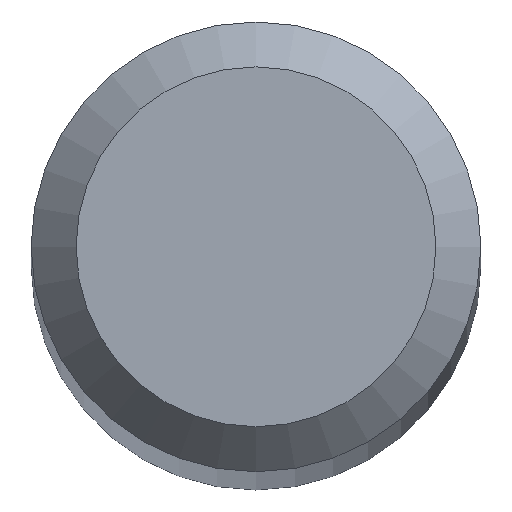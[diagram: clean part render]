
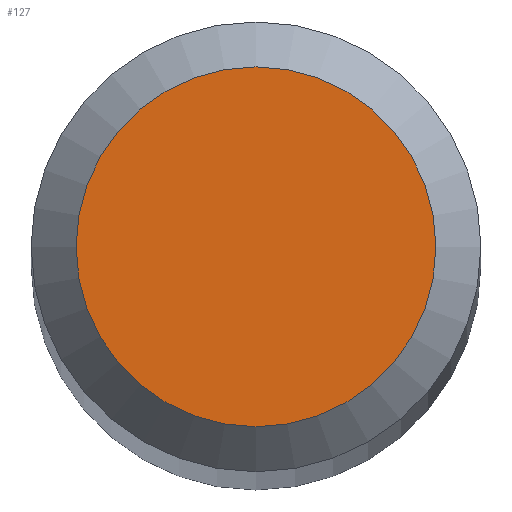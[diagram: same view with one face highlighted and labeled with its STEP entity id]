
A CAD part, top view. The second image highlights one B-rep face of the part: STEP entity #127.
In plain terms, the highlighted planar face has unit normal (0, 0, 1).
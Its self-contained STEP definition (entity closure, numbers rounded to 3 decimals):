
#7 = PLANE ( 'NONE',  #58 ) ;
#22 = CARTESIAN_POINT ( 'NONE',  ( 0., 0., 30. ) ) ;
#23 = DIRECTION ( 'NONE',  ( 0., 1., 0. ) ) ;
#35 = CARTESIAN_POINT ( 'NONE',  ( 0., 0., 30. ) ) ;
#58 = AXIS2_PLACEMENT_3D ( 'NONE', #22, #123, #23 ) ;
#69 = ORIENTED_EDGE ( 'NONE', *, *, #203, .F. ) ;
#74 = FACE_OUTER_BOUND ( 'NONE', #223, .T. ) ;
#123 = DIRECTION ( 'NONE',  ( 0., 0., -1. ) ) ;
#127 = ADVANCED_FACE ( 'NONE', ( #74 ), #7, .F. ) ;
#136 = AXIS2_PLACEMENT_3D ( 'NONE', #35, #211, #144 ) ;
#144 = DIRECTION ( 'NONE',  ( 0., 1., 0. ) ) ;
#151 = VERTEX_POINT ( 'NONE', #183 ) ;
#183 = CARTESIAN_POINT ( 'NONE',  ( 0., 0.4, 30. ) ) ;
#203 = EDGE_CURVE ( 'NONE', #151, #151, #219, .T. ) ;
#211 = DIRECTION ( 'NONE',  ( 0., 0., -1. ) ) ;
#219 = CIRCLE ( 'NONE', #136, 0.4 ) ;
#223 = EDGE_LOOP ( 'NONE', ( #69 ) ) ;
